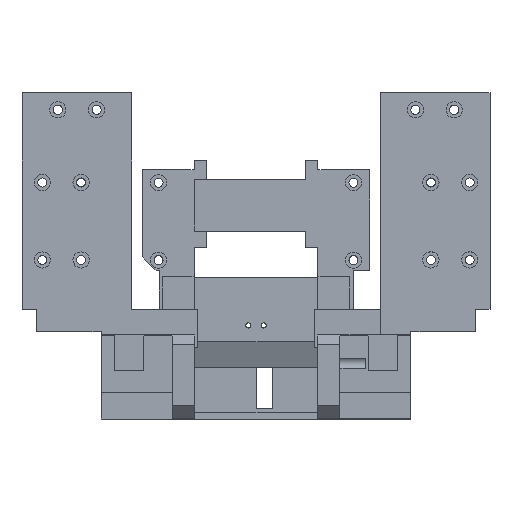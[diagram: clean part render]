
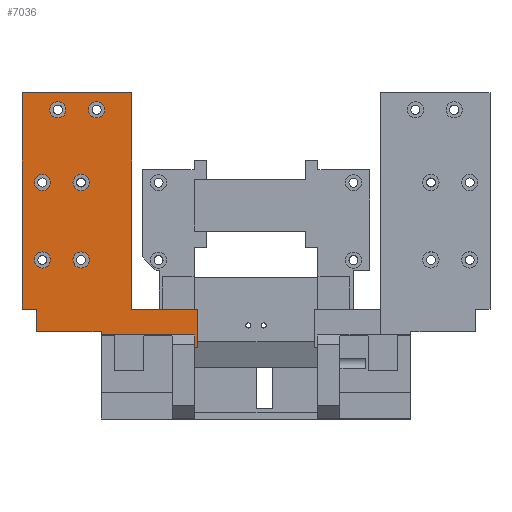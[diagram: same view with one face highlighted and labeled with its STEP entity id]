
A CAD part, top view. The second image highlights one B-rep face of the part: STEP entity #7036.
In plain terms, the highlighted planar face has unit normal (0, 0, 1).
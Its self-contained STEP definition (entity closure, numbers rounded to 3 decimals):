
#255=FACE_BOUND('',#1359,.T.);
#256=FACE_BOUND('',#1360,.T.);
#257=FACE_BOUND('',#1361,.T.);
#258=FACE_BOUND('',#1362,.T.);
#259=FACE_BOUND('',#1363,.T.);
#260=FACE_BOUND('',#1364,.T.);
#509=PLANE('',#7629);
#865=FACE_OUTER_BOUND('',#1358,.T.);
#1358=EDGE_LOOP('',(#6495,#6496,#6497,#6498,#6499,#6500,#6501,#6502,#6503,
#6504,#6505,#6506,#6507));
#1359=EDGE_LOOP('',(#6508));
#1360=EDGE_LOOP('',(#6509));
#1361=EDGE_LOOP('',(#6510));
#1362=EDGE_LOOP('',(#6511));
#1363=EDGE_LOOP('',(#6512));
#1364=EDGE_LOOP('',(#6513));
#1465=LINE('',#9902,#2206);
#1501=LINE('',#9976,#2242);
#1851=LINE('',#10866,#2592);
#1967=LINE('',#11159,#2708);
#1983=LINE('',#11190,#2724);
#2066=LINE('',#11428,#2807);
#2072=LINE('',#11440,#2813);
#2076=LINE('',#11446,#2817);
#2077=LINE('',#11449,#2818);
#2080=LINE('',#11455,#2821);
#2083=LINE('',#11461,#2824);
#2086=LINE('',#11466,#2827);
#2104=LINE('',#11505,#2845);
#2206=VECTOR('',#7965,10.);
#2242=VECTOR('',#8013,10.);
#2592=VECTOR('',#8821,10.);
#2708=VECTOR('',#9121,10.);
#2724=VECTOR('',#9165,10.);
#2807=VECTOR('',#9418,10.);
#2813=VECTOR('',#9430,10.);
#2817=VECTOR('',#9436,10.);
#2818=VECTOR('',#9439,10.);
#2821=VECTOR('',#9444,10.);
#2824=VECTOR('',#9449,10.);
#2827=VECTOR('',#9454,10.);
#2845=VECTOR('',#9510,10.);
#3062=CIRCLE('',#7575,2.5);
#3064=CIRCLE('',#7579,2.5);
#3066=CIRCLE('',#7583,2.5);
#3068=CIRCLE('',#7587,2.5);
#3070=CIRCLE('',#7591,2.5);
#3072=CIRCLE('',#7595,2.5);
#3210=VERTEX_POINT('',#9899);
#3211=VERTEX_POINT('',#9901);
#3238=VERTEX_POINT('',#9964);
#3243=VERTEX_POINT('',#9974);
#3539=VERTEX_POINT('',#10831);
#3554=VERTEX_POINT('',#10865);
#3639=VERTEX_POINT('',#11157);
#3688=VERTEX_POINT('',#11358);
#3690=VERTEX_POINT('',#11365);
#3692=VERTEX_POINT('',#11372);
#3694=VERTEX_POINT('',#11379);
#3696=VERTEX_POINT('',#11386);
#3698=VERTEX_POINT('',#11393);
#3709=VERTEX_POINT('',#11425);
#3710=VERTEX_POINT('',#11427);
#3713=VERTEX_POINT('',#11439);
#3715=VERTEX_POINT('',#11448);
#3717=VERTEX_POINT('',#11454);
#3719=VERTEX_POINT('',#11460);
#3878=EDGE_CURVE('',#3211,#3210,#1465,.T.);
#3914=EDGE_CURVE('',#3238,#3243,#1501,.T.);
#4351=EDGE_CURVE('',#3539,#3554,#1851,.T.);
#4501=EDGE_CURVE('',#3639,#3539,#1967,.T.);
#4518=EDGE_CURVE('',#3639,#3238,#1983,.T.);
#4600=EDGE_CURVE('',#3688,#3688,#3062,.T.);
#4603=EDGE_CURVE('',#3690,#3690,#3064,.T.);
#4606=EDGE_CURVE('',#3692,#3692,#3066,.T.);
#4609=EDGE_CURVE('',#3694,#3694,#3068,.T.);
#4612=EDGE_CURVE('',#3696,#3696,#3070,.T.);
#4615=EDGE_CURVE('',#3698,#3698,#3072,.T.);
#4631=EDGE_CURVE('',#3710,#3709,#2066,.T.);
#4637=EDGE_CURVE('',#3709,#3713,#2072,.T.);
#4641=EDGE_CURVE('',#3554,#3713,#2076,.T.);
#4642=EDGE_CURVE('',#3710,#3715,#2077,.T.);
#4645=EDGE_CURVE('',#3715,#3717,#2080,.T.);
#4648=EDGE_CURVE('',#3717,#3719,#2083,.T.);
#4651=EDGE_CURVE('',#3719,#3210,#2086,.T.);
#4669=EDGE_CURVE('',#3243,#3211,#2104,.T.);
#6495=ORIENTED_EDGE('',*,*,#4501,.F.);
#6496=ORIENTED_EDGE('',*,*,#4518,.T.);
#6497=ORIENTED_EDGE('',*,*,#3914,.T.);
#6498=ORIENTED_EDGE('',*,*,#4669,.T.);
#6499=ORIENTED_EDGE('',*,*,#3878,.T.);
#6500=ORIENTED_EDGE('',*,*,#4651,.F.);
#6501=ORIENTED_EDGE('',*,*,#4648,.F.);
#6502=ORIENTED_EDGE('',*,*,#4645,.F.);
#6503=ORIENTED_EDGE('',*,*,#4642,.F.);
#6504=ORIENTED_EDGE('',*,*,#4631,.T.);
#6505=ORIENTED_EDGE('',*,*,#4637,.T.);
#6506=ORIENTED_EDGE('',*,*,#4641,.F.);
#6507=ORIENTED_EDGE('',*,*,#4351,.F.);
#6508=ORIENTED_EDGE('',*,*,#4600,.F.);
#6509=ORIENTED_EDGE('',*,*,#4603,.F.);
#6510=ORIENTED_EDGE('',*,*,#4606,.F.);
#6511=ORIENTED_EDGE('',*,*,#4609,.F.);
#6512=ORIENTED_EDGE('',*,*,#4612,.F.);
#6513=ORIENTED_EDGE('',*,*,#4615,.F.);
#7036=ADVANCED_FACE('',(#865,#255,#256,#257,#258,#259,#260),#509,.F.);
#7575=AXIS2_PLACEMENT_3D('',#11359,#9343,#9344);
#7579=AXIS2_PLACEMENT_3D('',#11366,#9352,#9353);
#7583=AXIS2_PLACEMENT_3D('',#11373,#9361,#9362);
#7587=AXIS2_PLACEMENT_3D('',#11380,#9370,#9371);
#7591=AXIS2_PLACEMENT_3D('',#11387,#9379,#9380);
#7595=AXIS2_PLACEMENT_3D('',#11394,#9388,#9389);
#7629=AXIS2_PLACEMENT_3D('',#11504,#9508,#9509);
#7965=DIRECTION('',(-1.,0.,0.));
#8013=DIRECTION('',(1.,0.,0.));
#8821=DIRECTION('',(-1.,0.,0.));
#9121=DIRECTION('',(-1.,0.,0.));
#9165=DIRECTION('',(0.,-1.,0.));
#9343=DIRECTION('center_axis',(0.,0.,1.));
#9344=DIRECTION('ref_axis',(-1.,0.,0.));
#9352=DIRECTION('center_axis',(0.,0.,1.));
#9353=DIRECTION('ref_axis',(-1.,0.,0.));
#9361=DIRECTION('center_axis',(0.,0.,1.));
#9362=DIRECTION('ref_axis',(-1.,0.,0.));
#9370=DIRECTION('center_axis',(0.,0.,1.));
#9371=DIRECTION('ref_axis',(-1.,0.,0.));
#9379=DIRECTION('center_axis',(0.,0.,1.));
#9380=DIRECTION('ref_axis',(-1.,0.,0.));
#9388=DIRECTION('center_axis',(0.,0.,1.));
#9389=DIRECTION('ref_axis',(-1.,0.,0.));
#9418=DIRECTION('',(0.,-1.,0.));
#9430=DIRECTION('',(1.,0.,0.));
#9436=DIRECTION('',(0.,1.,0.));
#9439=DIRECTION('',(-1.,0.,0.));
#9444=DIRECTION('',(0.,1.,0.));
#9449=DIRECTION('',(1.,0.,0.));
#9454=DIRECTION('',(0.,-1.,0.));
#9508=DIRECTION('center_axis',(0.,0.,-1.));
#9509=DIRECTION('ref_axis',(-1.,0.,0.));
#9510=DIRECTION('',(0.,1.,0.));
#9899=CARTESIAN_POINT('',(-19.401,8.,31.53));
#9901=CARTESIAN_POINT('',(1.099,8.,31.53));
#9902=CARTESIAN_POINT('',(67.099,8.,31.53));
#9964=CARTESIAN_POINT('',(0.049,-3.8,31.53));
#9974=CARTESIAN_POINT('',(1.099,-3.8,31.53));
#9976=CARTESIAN_POINT('',(-28.901,-3.8,31.53));
#10831=CARTESIAN_POINT('',(-6.901,0.,31.53));
#10865=CARTESIAN_POINT('',(-28.901,0.,31.53));
#10866=CARTESIAN_POINT('',(67.099,0.,31.53));
#11157=CARTESIAN_POINT('',(0.049,0.,31.53));
#11159=CARTESIAN_POINT('',(67.099,0.,31.53));
#11190=CARTESIAN_POINT('',(0.049,0.,31.53));
#11358=CARTESIAN_POINT('',(-44.601,23.25,31.53));
#11359=CARTESIAN_POINT('Origin',(-47.101,23.25,31.53));
#11365=CARTESIAN_POINT('',(-32.601,47.25,31.53));
#11366=CARTESIAN_POINT('Origin',(-35.101,47.25,31.53));
#11372=CARTESIAN_POINT('',(-39.801,69.75,31.53));
#11373=CARTESIAN_POINT('Origin',(-42.301,69.75,31.53));
#11379=CARTESIAN_POINT('',(-32.601,23.25,31.53));
#11380=CARTESIAN_POINT('Origin',(-35.101,23.25,31.53));
#11386=CARTESIAN_POINT('',(-44.601,47.25,31.53));
#11387=CARTESIAN_POINT('Origin',(-47.101,47.25,31.53));
#11393=CARTESIAN_POINT('',(-27.801,69.75,31.53));
#11394=CARTESIAN_POINT('Origin',(-30.301,69.75,31.53));
#11425=CARTESIAN_POINT('',(-48.901,1.,31.53));
#11427=CARTESIAN_POINT('',(-48.901,8.,31.53));
#11428=CARTESIAN_POINT('',(-48.901,8.,31.53));
#11439=CARTESIAN_POINT('',(-28.901,1.,31.53));
#11440=CARTESIAN_POINT('',(-53.401,1.,31.53));
#11446=CARTESIAN_POINT('',(-28.901,0.,31.53));
#11448=CARTESIAN_POINT('',(-53.401,8.,31.53));
#11449=CARTESIAN_POINT('',(-19.401,8.,31.53));
#11454=CARTESIAN_POINT('',(-53.401,75.,31.53));
#11455=CARTESIAN_POINT('',(-53.401,8.,31.53));
#11460=CARTESIAN_POINT('',(-19.401,75.,31.53));
#11461=CARTESIAN_POINT('',(-53.401,75.,31.53));
#11466=CARTESIAN_POINT('',(-19.401,75.,31.53));
#11504=CARTESIAN_POINT('Origin',(1.099,0.,31.53));
#11505=CARTESIAN_POINT('',(1.099,0.,31.53));
